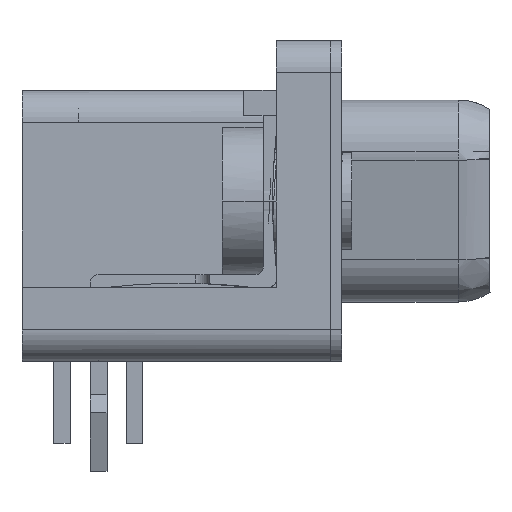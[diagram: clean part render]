
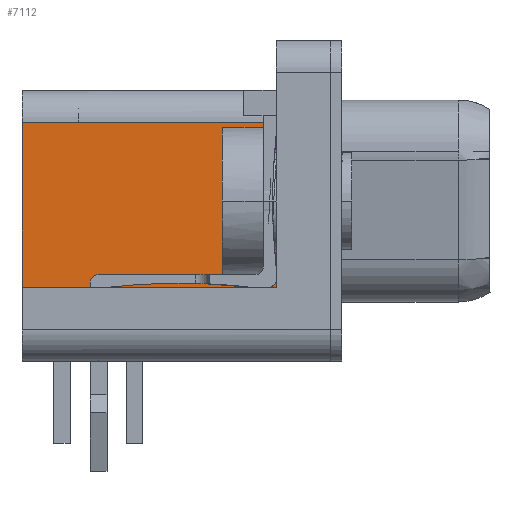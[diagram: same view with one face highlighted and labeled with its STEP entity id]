
A CAD part, left-side view. The second image highlights one B-rep face of the part: STEP entity #7112.
In plain terms, the highlighted planar face has unit normal (-1, 0, 0).
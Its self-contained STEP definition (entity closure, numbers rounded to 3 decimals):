
#7092=AXIS2_PLACEMENT_3D('Plane Axis2P3D',#7089,#7090,#7091) ;
#5549=CARTESIAN_POINT('Line Origine',(5.96,13.33,7.2)) ;
#5553=CARTESIAN_POINT('Vertex',(5.96,18.3,7.2)) ;
#5555=CARTESIAN_POINT('Vertex',(5.96,8.36,7.2)) ;
#5852=CARTESIAN_POINT('Line Origine',(5.96,18.3,10.425)) ;
#5856=CARTESIAN_POINT('Vertex',(5.96,18.3,13.65)) ;
#7089=CARTESIAN_POINT('Axis2P3D Location',(5.96,8.36,14.9)) ;
#7094=CARTESIAN_POINT('Line Origine',(5.96,13.33,13.65)) ;
#7098=CARTESIAN_POINT('Vertex',(5.96,8.36,13.65)) ;
#7101=CARTESIAN_POINT('Line Origine',(5.96,8.36,10.425)) ;
#5550=DIRECTION('Vector Direction',(0.,-1.,0.)) ;
#5853=DIRECTION('Vector Direction',(0.,0.,-1.)) ;
#7090=DIRECTION('Axis2P3D Direction',(1.,-0.,0.)) ;
#7091=DIRECTION('Axis2P3D XDirection',(0.,1.,0.)) ;
#7095=DIRECTION('Vector Direction',(0.,1.,0.)) ;
#7102=DIRECTION('Vector Direction',(0.,0.,-1.)) ;
#5551=VECTOR('Line Direction',#5550,1.) ;
#5854=VECTOR('Line Direction',#5853,1.) ;
#7096=VECTOR('Line Direction',#7095,1.) ;
#7103=VECTOR('Line Direction',#7102,1.) ;
#7107=ORIENTED_EDGE('',*,*,#7100,.T.) ;
#7108=ORIENTED_EDGE('',*,*,#5858,.T.) ;
#7109=ORIENTED_EDGE('',*,*,#5557,.T.) ;
#7110=ORIENTED_EDGE('',*,*,#7105,.F.) ;
#7112=ADVANCED_FACE('NONE',(#7111),#7093,.F.) ;
#5557=EDGE_CURVE('',#5554,#5556,#5552,.T.) ;
#5858=EDGE_CURVE('',#5857,#5554,#5855,.T.) ;
#7100=EDGE_CURVE('',#7099,#5857,#7097,.T.) ;
#7105=EDGE_CURVE('',#7099,#5556,#7104,.T.) ;
#7106=EDGE_LOOP('',(#7107,#7108,#7109,#7110)) ;
#7111=FACE_OUTER_BOUND('',#7106,.T.) ;
#5552=LINE('Line',#5549,#5551) ;
#5855=LINE('Line',#5852,#5854) ;
#7097=LINE('Line',#7094,#7096) ;
#7104=LINE('Line',#7101,#7103) ;
#7093=PLANE('',#7092) ;
#5554=VERTEX_POINT('',#5553) ;
#5556=VERTEX_POINT('',#5555) ;
#5857=VERTEX_POINT('',#5856) ;
#7099=VERTEX_POINT('',#7098) ;
